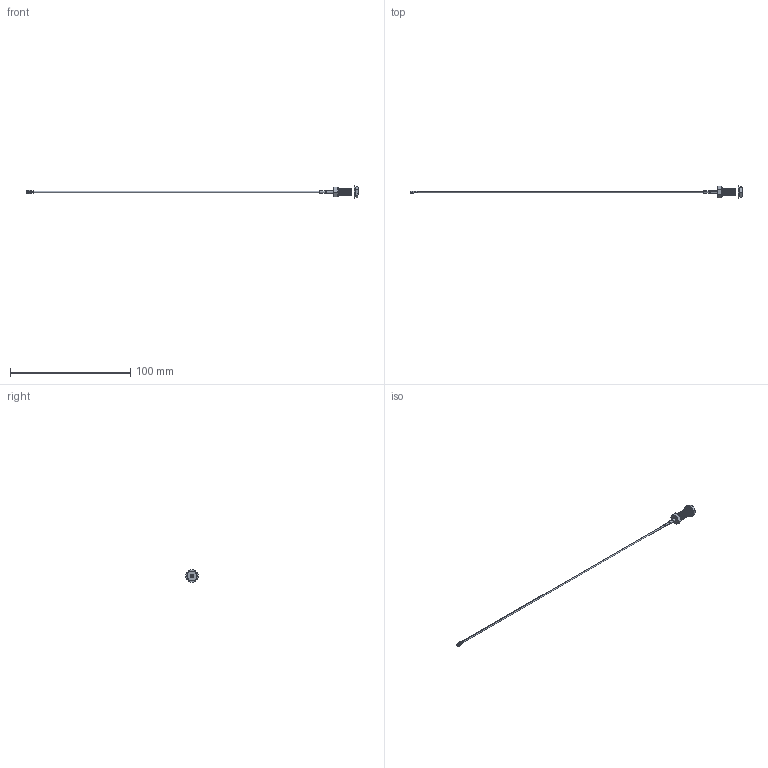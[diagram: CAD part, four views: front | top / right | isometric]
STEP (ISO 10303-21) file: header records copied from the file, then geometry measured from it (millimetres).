
FILE_DESCRIPTION (( 'STEP AP214' ), '1' );
FILE_NAME ('CAB.01052_Web.STEP', '2026-03-09T08:36:35', ( '' ), ( '' ), 'SwSTEP 2.0', 'SolidWorks 2024', '' );
FILE_SCHEMA (( 'AUTOMOTIVE_DESIGN' ));
Length unit declared in the file: millimetre
Products named in the file (7): SMA Washer; STD SMA(F)ST.Au (25-077_YFT)_default; STD IPEX.MHF1(137).Au; 1.37 Cable; CAB.01052_Web; SMA Nut; 001315C000000A (After Assy 2.5mm)_Black_1.37
Assembly tree (6 placements, depth 2):
  CAB.01052_Web
    1.37 Cable
    001315C000000A (After Assy 2.5mm)_Black_1.37
    SMA Washer
    SMA Nut
    STD SMA(F)ST.Au (25-077_YFT)_default
    STD IPEX.MHF1(137).Au
Bounding box: 276.17 x 10.2 x 10.2 mm (x, y, z)
Volume: 932.4 mm3; surface area: 2148.1 mm2
Topology: 6 solids, 6 shells, 1086 faces, 2543 edges, 1461 vertices
Faces by surface type: bspline 466, plane 409, cylinder 156, cone 43, torus 12
Entity records: 53113 total; most frequent: CARTESIAN_POINT 27614, ORIENTED_EDGE 5078, DIRECTION 2744, EDGE_CURVE 2539, VERTEX_POINT 1461, EDGE_LOOP 1148, ADVANCED_FACE 1086, FACE_OUTER_BOUND 1086
